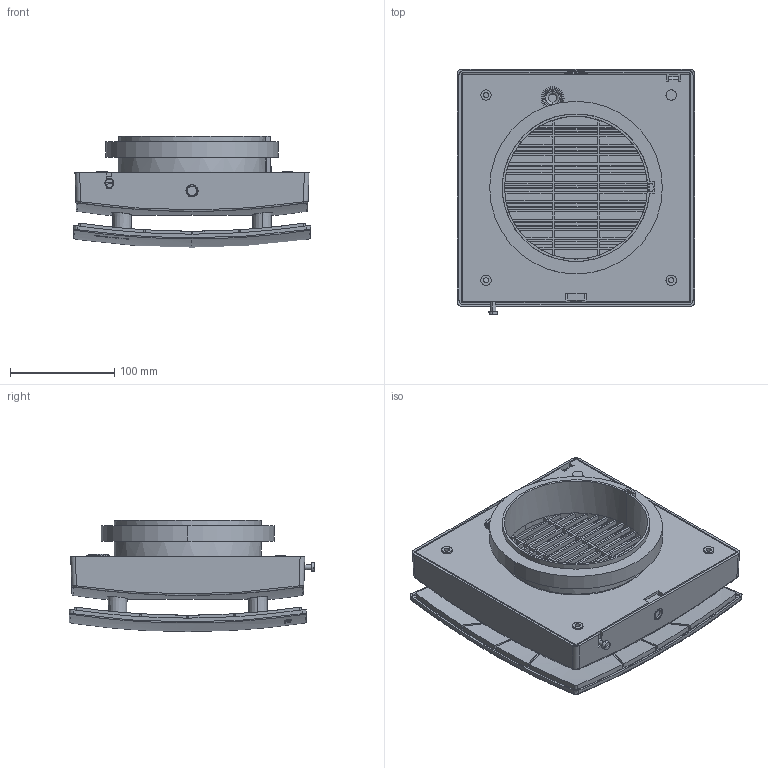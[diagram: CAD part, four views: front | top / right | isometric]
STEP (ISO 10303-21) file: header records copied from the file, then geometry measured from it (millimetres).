
FILE_DESCRIPTION(('Creo Elements/Direct Modeling STEP Export'),'2;1');
FILE_NAME('0151.0401_AE15_1.stp','2021-06-25T12:15:04',(''),(''),'PTC Creo Elements/Direct Modeling STEP processor for AP214 (Solid Model)','PTC Creo Elements/Direct Modeling 19.0C 15-Aug-2015 (C) Parametric Technology GmbH','');
FILE_SCHEMA(('AUTOMOTIVE_DESIGN { 1 0 10303 214 1 1 1 1 }'));
Products named in the file (1): 0151.0401_AE15_1
Bounding box: 228 x 236.19 x 106.9 mm (x, y, z)
Volume: 941012 mm3; surface area: 579580.6 mm2
Topology: 1 solids, 1 shells, 1326 faces, 3991 edges, 2659 vertices
Faces by surface type: plane 600, cylinder 265, bspline 172, cone 158, torus 86, sphere 41, extrusion 4
Entity records: 73443 total; most frequent: CARTESIAN_POINT 40261, ORIENTED_EDGE 7966, DIRECTION 5110, EDGE_CURVE 3983, VERTEX_POINT 2659, AXIS2_PLACEMENT_3D 1788, VECTOR 1534, LINE 1522
